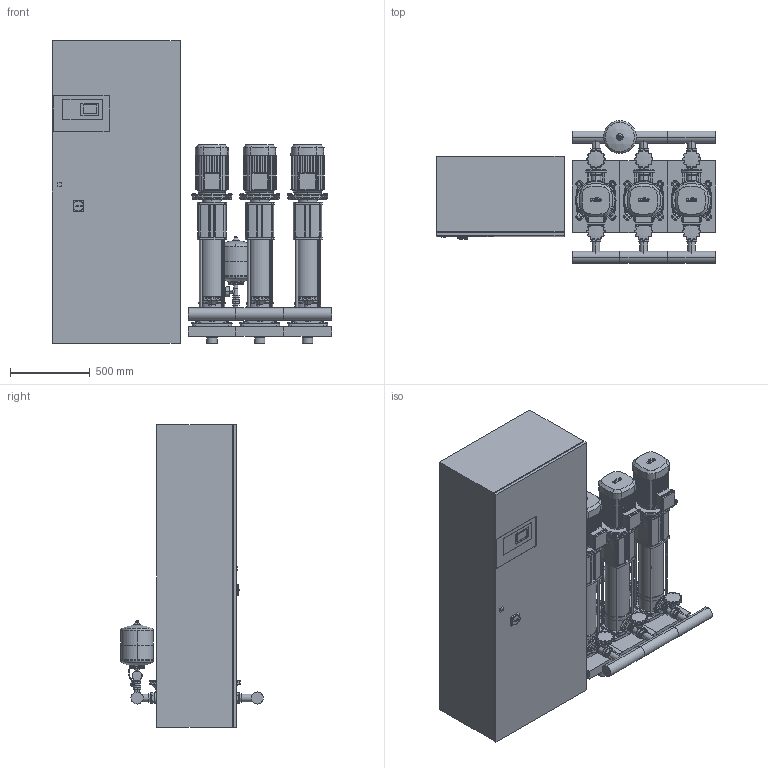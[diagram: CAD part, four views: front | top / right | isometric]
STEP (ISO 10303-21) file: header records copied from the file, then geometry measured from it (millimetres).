
FILE_DESCRIPTION((''),'2;1');
FILE_NAME('3d_COR-3HELIXV1012_K_CC-2534184.stp','2016-01-22T13:56:46',(''),(''),'Mechanical Desktop 2009','Mechanical Desktop 2009',', , ');
FILE_SCHEMA(('CONFIG_CONTROL_DESIGN'));
Length unit declared in the file: millimetre
Products named in the file (1): Product
Bounding box: 1750 x 895.05 x 1900 mm (x, y, z)
Volume: 871156954 mm3; surface area: 14172511.4 mm2
Topology: 153 solids, 153 shells, 5124 faces, 13365 edges, 8752 vertices
Faces by surface type: plane 2180, bspline 1318, cylinder 1290, cone 234, torus 82, sphere 20
Entity records: 167888 total; most frequent: CARTESIAN_POINT 42224, ORIENTED_EDGE 26706, DIRECTION 24481, EDGE_CURVE 13353, VERTEX_POINT 8746, VECTOR 8551, LINE 8551, AXIS2_PLACEMENT_3D 7965
